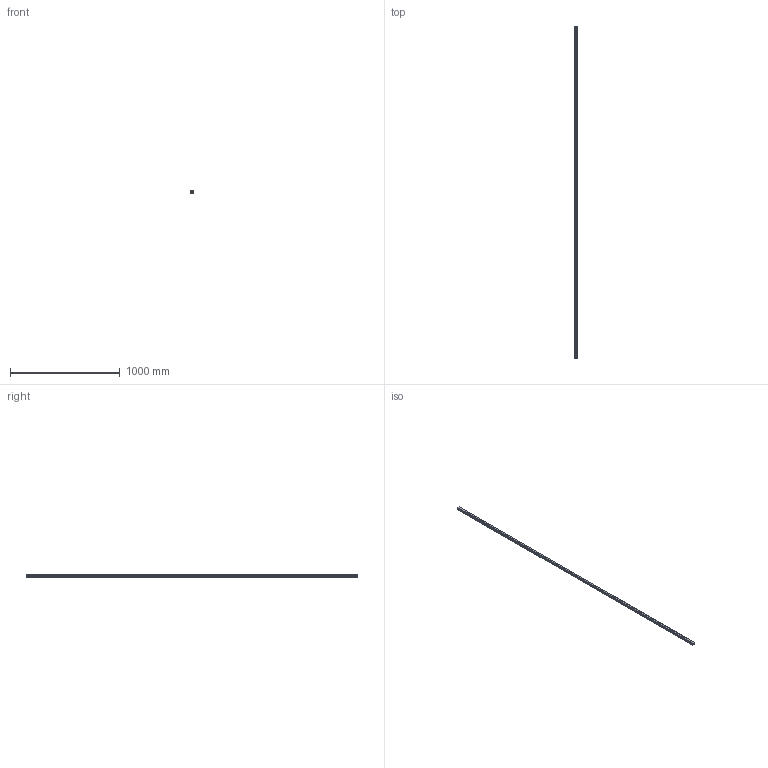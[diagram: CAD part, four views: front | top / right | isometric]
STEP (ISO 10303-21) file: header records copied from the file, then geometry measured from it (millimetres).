
FILE_DESCRIPTION(('STEP AP214'),'1');
FILE_NAME('cctmp_B178883D-771A-4876-A10E-98C83D276CF3_2021_01_25_11_32_31_0427..stp','2021-01-25T10:32:31',('HIWIN GmbH'),('CADClick - www.CADClick.com'),'Spatial InterOp 3D',' ','unknown authorization');
FILE_SCHEMA(('AUTOMOTIVE_DESIGN'));
Length unit declared in the file: millimetre
Products named in the file (1): HGR25T3030C_FILE
Bounding box: 23 x 3030 x 22 mm (x, y, z)
Volume: 1309910.2 mm3; surface area: 287719.3 mm2
Topology: 1 solids, 1 shells, 468 faces, 1437 edges, 873 vertices
Faces by surface type: plane 242, cylinder 124, cone 102
Entity records: 19275 total; most frequent: DIRECTION 2929, CARTESIAN_POINT 2677, ORIENTED_EDGE 2670, EDGE_CURVE 1335, AXIS2_PLACEMENT_3D 1125, VERTEX_POINT 873, LINE 679, VECTOR 679
